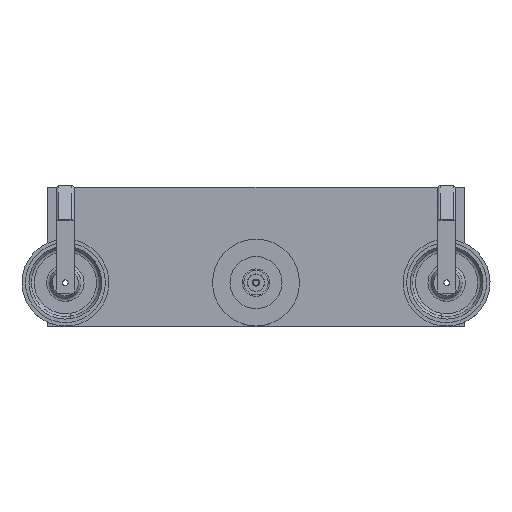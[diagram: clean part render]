
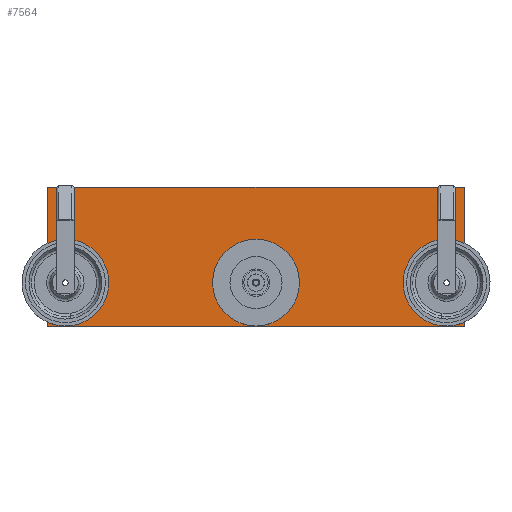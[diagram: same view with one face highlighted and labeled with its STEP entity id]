
A CAD part, top view. The second image highlights one B-rep face of the part: STEP entity #7564.
In plain terms, the highlighted planar face has unit normal (0, 0, 1).
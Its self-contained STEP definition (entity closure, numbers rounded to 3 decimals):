
#57 = DIRECTION ( 'NONE',  ( 1., 0., 0. ) ) ;
#769 = PLANE ( 'NONE',  #3662 ) ;
#825 = AXIS2_PLACEMENT_3D ( 'NONE', #17623, #6656, #8553 ) ;
#920 = VECTOR ( 'NONE', #7888, 1000. ) ;
#1073 = CIRCLE ( 'NONE', #17212, 41.25 ) ;
#1329 = VERTEX_POINT ( 'NONE', #21198 ) ;
#1335 = DIRECTION ( 'NONE',  ( 0., 0., 1. ) ) ;
#1440 = EDGE_CURVE ( 'NONE', #1329, #13392, #15359, .T. ) ;
#1615 = VERTEX_POINT ( 'NONE', #19178 ) ;
#1624 = VERTEX_POINT ( 'NONE', #4492 ) ;
#1939 = VERTEX_POINT ( 'NONE', #2435 ) ;
#1991 = DIRECTION ( 'NONE',  ( 1., 0., 0. ) ) ;
#2040 = EDGE_CURVE ( 'NONE', #9646, #1624, #23766, .T. ) ;
#2219 = CARTESIAN_POINT ( 'NONE',  ( 53.2, 0., 0. ) ) ;
#2340 = DIRECTION ( 'NONE',  ( 0., 0., 1. ) ) ;
#2435 = CARTESIAN_POINT ( 'NONE',  ( -59.2, 0., 0. ) ) ;
#2517 = CARTESIAN_POINT ( 'NONE',  ( -557., 0., 0. ) ) ;
#2564 = ORIENTED_EDGE ( 'NONE', *, *, #11174, .T. ) ;
#2822 = CARTESIAN_POINT ( 'NONE',  ( -600., -125., 0. ) ) ;
#3408 = AXIS2_PLACEMENT_3D ( 'NONE', #22715, #6217, #22852 ) ;
#3414 = CIRCLE ( 'NONE', #3428, 8. ) ;
#3428 = AXIS2_PLACEMENT_3D ( 'NONE', #8418, #1335, #8541 ) ;
#3573 = ORIENTED_EDGE ( 'NONE', *, *, #9862, .T. ) ;
#3662 = AXIS2_PLACEMENT_3D ( 'NONE', #22951, #8330, #19213 ) ;
#3731 = EDGE_CURVE ( 'NONE', #20502, #1939, #14254, .T. ) ;
#3789 = CARTESIAN_POINT ( 'NONE',  ( -600., 275., 0. ) ) ;
#3963 = EDGE_CURVE ( 'NONE', #1615, #20262, #12747, .T. ) ;
#4162 = ORIENTED_EDGE ( 'NONE', *, *, #3731, .F. ) ;
#4492 = CARTESIAN_POINT ( 'NONE',  ( 600., -125., 0. ) ) ;
#4618 = ORIENTED_EDGE ( 'NONE', *, *, #7042, .F. ) ;
#4641 = FACE_OUTER_BOUND ( 'NONE', #9175, .T. ) ;
#5052 = AXIS2_PLACEMENT_3D ( 'NONE', #13117, #12900, #57 ) ;
#5194 = DIRECTION ( 'NONE',  ( 0., 0., 1. ) ) ;
#5245 = CARTESIAN_POINT ( 'NONE',  ( -600., -125., 0. ) ) ;
#5257 = LINE ( 'NONE', #7151, #22391 ) ;
#5424 = DIRECTION ( 'NONE',  ( 1., 0., 0. ) ) ;
#5443 = VERTEX_POINT ( 'NONE', #21027 ) ;
#5820 = EDGE_LOOP ( 'NONE', ( #23096, #9547 ) ) ;
#5865 = CARTESIAN_POINT ( 'NONE',  ( -41.25, 0., 0. ) ) ;
#6217 = DIRECTION ( 'NONE',  ( 0., 0., -1. ) ) ;
#6430 = CARTESIAN_POINT ( 'NONE',  ( 59.2, 0., 0. ) ) ;
#6656 = DIRECTION ( 'NONE',  ( 0., 0., 1. ) ) ;
#6862 = DIRECTION ( 'NONE',  ( -1., 0., 0. ) ) ;
#6981 = CARTESIAN_POINT ( 'NONE',  ( -53.2, 0., 0. ) ) ;
#7042 = EDGE_CURVE ( 'NONE', #5443, #9537, #10987, .T. ) ;
#7096 = CIRCLE ( 'NONE', #15927, 6. ) ;
#7151 = CARTESIAN_POINT ( 'NONE',  ( -600., -125., 0. ) ) ;
#7564 = ADVANCED_FACE ( 'NONE', ( #9895, #23075, #11843, #13498, #17259, #4641 ), #769, .F. ) ;
#7888 = DIRECTION ( 'NONE',  ( 0., 1., 0. ) ) ;
#8330 = DIRECTION ( 'NONE',  ( 0., 0., -1. ) ) ;
#8418 = CARTESIAN_POINT ( 'NONE',  ( 549., 0., 0. ) ) ;
#8541 = DIRECTION ( 'NONE',  ( 1., 0., 0. ) ) ;
#8553 = DIRECTION ( 'NONE',  ( 1., 0., 0. ) ) ;
#8755 = CIRCLE ( 'NONE', #3408, 8. ) ;
#8928 = ORIENTED_EDGE ( 'NONE', *, *, #9464, .T. ) ;
#8985 = DIRECTION ( 'NONE',  ( 0., 0., -1. ) ) ;
#9175 = EDGE_LOOP ( 'NONE', ( #2564, #8928, #3573, #12935 ) ) ;
#9459 = DIRECTION ( 'NONE',  ( 0., 0., 1. ) ) ;
#9464 = EDGE_CURVE ( 'NONE', #22512, #16449, #16898, .T. ) ;
#9537 = VERTEX_POINT ( 'NONE', #6430 ) ;
#9547 = ORIENTED_EDGE ( 'NONE', *, *, #23535, .F. ) ;
#9646 = VERTEX_POINT ( 'NONE', #2822 ) ;
#9707 = DIRECTION ( 'NONE',  ( 0., 0., 1. ) ) ;
#9763 = ORIENTED_EDGE ( 'NONE', *, *, #21775, .T. ) ;
#9862 = EDGE_CURVE ( 'NONE', #16449, #9646, #5257, .T. ) ;
#9895 = FACE_BOUND ( 'NONE', #18526, .T. ) ;
#9923 = EDGE_LOOP ( 'NONE', ( #13579, #4618 ) ) ;
#9943 = CARTESIAN_POINT ( 'NONE',  ( 600., -125., 0. ) ) ;
#10116 = CARTESIAN_POINT ( 'NONE',  ( -600., 275., 0. ) ) ;
#10454 = CIRCLE ( 'NONE', #825, 41.25 ) ;
#10581 = VERTEX_POINT ( 'NONE', #23523 ) ;
#10987 = CIRCLE ( 'NONE', #12901, 6. ) ;
#11174 = EDGE_CURVE ( 'NONE', #1624, #22512, #20466, .T. ) ;
#11329 = DIRECTION ( 'NONE',  ( 0., 0., 1. ) ) ;
#11443 = CARTESIAN_POINT ( 'NONE',  ( 53.2, 0., 0. ) ) ;
#11494 = EDGE_CURVE ( 'NONE', #9537, #5443, #7096, .T. ) ;
#11843 = FACE_BOUND ( 'NONE', #17214, .T. ) ;
#12355 = AXIS2_PLACEMENT_3D ( 'NONE', #19660, #8985, #6862 ) ;
#12747 = CIRCLE ( 'NONE', #12355, 8. ) ;
#12900 = DIRECTION ( 'NONE',  ( 0., 0., 1. ) ) ;
#12901 = AXIS2_PLACEMENT_3D ( 'NONE', #2219, #2340, #1991 ) ;
#12935 = ORIENTED_EDGE ( 'NONE', *, *, #2040, .T. ) ;
#13117 = CARTESIAN_POINT ( 'NONE',  ( 549., 0., 0. ) ) ;
#13392 = VERTEX_POINT ( 'NONE', #23316 ) ;
#13494 = EDGE_LOOP ( 'NONE', ( #17678, #9763 ) ) ;
#13498 = FACE_BOUND ( 'NONE', #9923, .T. ) ;
#13579 = ORIENTED_EDGE ( 'NONE', *, *, #11494, .F. ) ;
#13692 = EDGE_CURVE ( 'NONE', #10581, #18555, #1073, .T. ) ;
#14254 = CIRCLE ( 'NONE', #17337, 6. ) ;
#14340 = EDGE_CURVE ( 'NONE', #13392, #1329, #3414, .T. ) ;
#15002 = DIRECTION ( 'NONE',  ( 1., 0., 0. ) ) ;
#15359 = CIRCLE ( 'NONE', #5052, 8. ) ;
#15861 = CIRCLE ( 'NONE', #17384, 6. ) ;
#15927 = AXIS2_PLACEMENT_3D ( 'NONE', #11443, #11329, #16868 ) ;
#16449 = VERTEX_POINT ( 'NONE', #10116 ) ;
#16475 = ORIENTED_EDGE ( 'NONE', *, *, #19286, .F. ) ;
#16868 = DIRECTION ( 'NONE',  ( 1., 0., 0. ) ) ;
#16898 = LINE ( 'NONE', #3789, #17982 ) ;
#17212 = AXIS2_PLACEMENT_3D ( 'NONE', #18554, #9459, #15002 ) ;
#17214 = EDGE_LOOP ( 'NONE', ( #4162, #16475 ) ) ;
#17259 = FACE_BOUND ( 'NONE', #5820, .T. ) ;
#17337 = AXIS2_PLACEMENT_3D ( 'NONE', #18919, #9707, #18793 ) ;
#17384 = AXIS2_PLACEMENT_3D ( 'NONE', #6981, #5194, #5424 ) ;
#17616 = ORIENTED_EDGE ( 'NONE', *, *, #1440, .F. ) ;
#17623 = CARTESIAN_POINT ( 'NONE',  ( 0., 0., 0. ) ) ;
#17678 = ORIENTED_EDGE ( 'NONE', *, *, #3963, .T. ) ;
#17982 = VECTOR ( 'NONE', #18733, 1000. ) ;
#18000 = DIRECTION ( 'NONE',  ( 1., 0., 0. ) ) ;
#18255 = CARTESIAN_POINT ( 'NONE',  ( 600., 275., 0. ) ) ;
#18526 = EDGE_LOOP ( 'NONE', ( #17616, #19070 ) ) ;
#18554 = CARTESIAN_POINT ( 'NONE',  ( 0., 0., 0. ) ) ;
#18555 = VERTEX_POINT ( 'NONE', #5865 ) ;
#18733 = DIRECTION ( 'NONE',  ( -1., 0., 0. ) ) ;
#18750 = CARTESIAN_POINT ( 'NONE',  ( -47.2, 0., 0. ) ) ;
#18793 = DIRECTION ( 'NONE',  ( 1., 0., 0. ) ) ;
#18919 = CARTESIAN_POINT ( 'NONE',  ( -53.2, 0., 0. ) ) ;
#19070 = ORIENTED_EDGE ( 'NONE', *, *, #14340, .F. ) ;
#19178 = CARTESIAN_POINT ( 'NONE',  ( -541., 0., 0. ) ) ;
#19213 = DIRECTION ( 'NONE',  ( -1., 0., 0. ) ) ;
#19286 = EDGE_CURVE ( 'NONE', #1939, #20502, #15861, .T. ) ;
#19660 = CARTESIAN_POINT ( 'NONE',  ( -549., 0., 0. ) ) ;
#19944 = DIRECTION ( 'NONE',  ( 0., -1., 0. ) ) ;
#20262 = VERTEX_POINT ( 'NONE', #2517 ) ;
#20466 = LINE ( 'NONE', #9943, #920 ) ;
#20502 = VERTEX_POINT ( 'NONE', #18750 ) ;
#21027 = CARTESIAN_POINT ( 'NONE',  ( 47.2, 0., 0. ) ) ;
#21180 = VECTOR ( 'NONE', #18000, 1000. ) ;
#21198 = CARTESIAN_POINT ( 'NONE',  ( 541., 0., 0. ) ) ;
#21775 = EDGE_CURVE ( 'NONE', #20262, #1615, #8755, .T. ) ;
#22391 = VECTOR ( 'NONE', #19944, 1000. ) ;
#22512 = VERTEX_POINT ( 'NONE', #18255 ) ;
#22715 = CARTESIAN_POINT ( 'NONE',  ( -549., 0., 0. ) ) ;
#22852 = DIRECTION ( 'NONE',  ( -1., 0., 0. ) ) ;
#22951 = CARTESIAN_POINT ( 'NONE',  ( 0., 0., 0. ) ) ;
#23075 = FACE_BOUND ( 'NONE', #13494, .T. ) ;
#23096 = ORIENTED_EDGE ( 'NONE', *, *, #13692, .F. ) ;
#23316 = CARTESIAN_POINT ( 'NONE',  ( 557., 0., 0. ) ) ;
#23523 = CARTESIAN_POINT ( 'NONE',  ( 41.25, 0., 0. ) ) ;
#23535 = EDGE_CURVE ( 'NONE', #18555, #10581, #10454, .T. ) ;
#23766 = LINE ( 'NONE', #5245, #21180 ) ;
